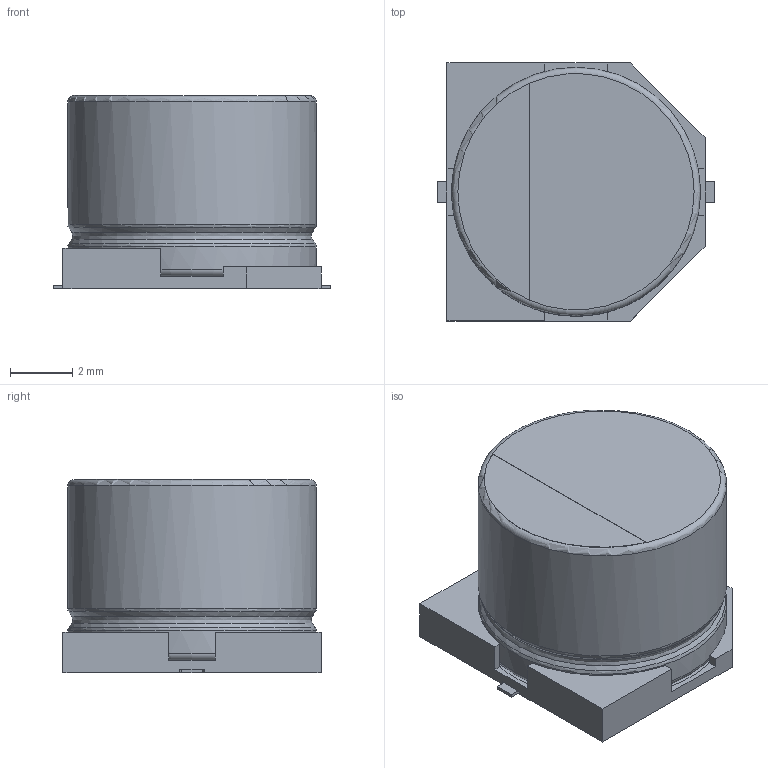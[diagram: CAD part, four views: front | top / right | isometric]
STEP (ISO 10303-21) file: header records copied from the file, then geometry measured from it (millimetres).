
FILE_DESCRIPTION(('FreeCAD Model'),'2;1');
FILE_NAME('panasonic_e.stp','2015-04-11T11:36:40',( 'FreeCAD'),('FreeCAD'),'Open CASCADE STEP processor 6.7','FreeCAD', 'Unknown');
FILE_SCHEMA(('AUTOMOTIVE_DESIGN_CC2 { 1 2 10303 214 -1 1 5 4 }'));
Length unit declared in the file: millimetre
Products named in the file (4): Chamfer; Fillet002; Fillet002_(Mirror_#1); Pad001
Bounding box: 8.9 x 8.3 x 6.21 mm (x, y, z)
Volume: 320.1 mm3; surface area: 423.9 mm2
Topology: 4 solids, 4 shells, 83 faces, 204 edges, 126 vertices
Faces by surface type: plane 59, cylinder 17, bspline 3, torus 2, cone 2
Full cylindrical faces by diameter (mm): 0.8 x2, 6.4 x1, 8 x2
Entity records: 5495 total; most frequent: CARTESIAN_POINT 1385, DIRECTION 686, ORIENTED_EDGE 408, PCURVE 408, DEFINITIONAL_REPRESENTATION 408, LINE 400, VECTOR 400, EDGE_CURVE 204
